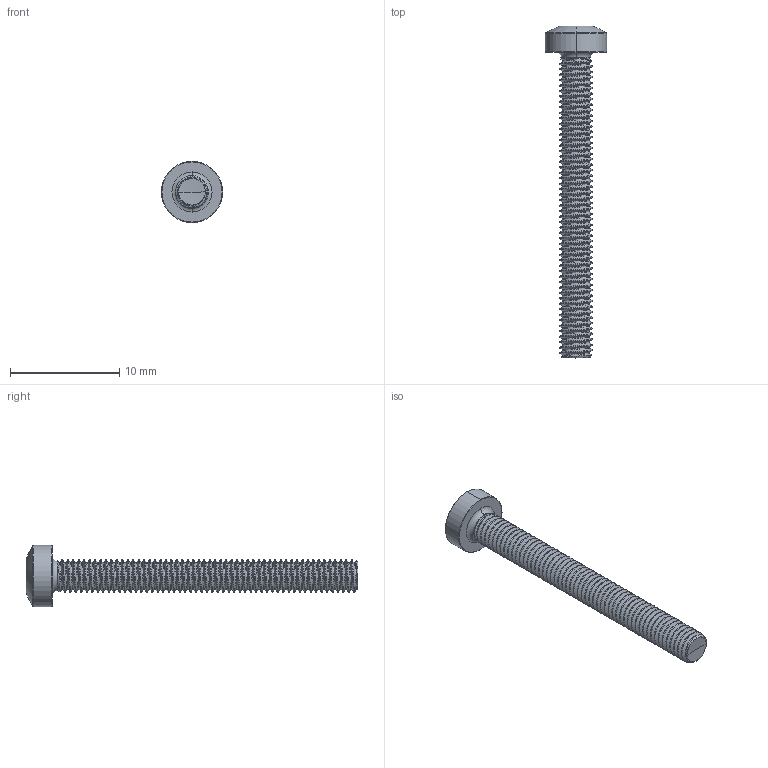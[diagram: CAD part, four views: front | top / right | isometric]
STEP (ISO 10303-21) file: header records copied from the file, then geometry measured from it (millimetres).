
FILE_DESCRIPTION (( 'STEP AP203' ), '1' );
FILE_NAME ('STM390300280.STEP', '2024-03-26T20:20:01', ( '' ), ( '' ), 'SwSTEP 2.0', 'SolidWorks 2015', '' );
FILE_SCHEMA (( 'CONFIG_CONTROL_DESIGN' ));
Length unit declared in the file: millimetre
Products named in the file (1): STM390300280
Bounding box: 5.6 x 30.4 x 5.6 mm (x, y, z)
Volume: 206.4 mm3; surface area: 486.2 mm2
Topology: 1 solids, 1 shells, 175 faces, 491 edges, 318 vertices
Faces by surface type: cylinder 129, bspline 17, cone 10, torus 10, plane 5, sphere 4
Entity records: 28689 total; most frequent: CARTESIAN_POINT 24946, ORIENTED_EDGE 978, DIRECTION 566, EDGE_CURVE 489, VERTEX_POINT 318, AXIS2_PLACEMENT_3D 215, EDGE_LOOP 177, ADVANCED_FACE 175
